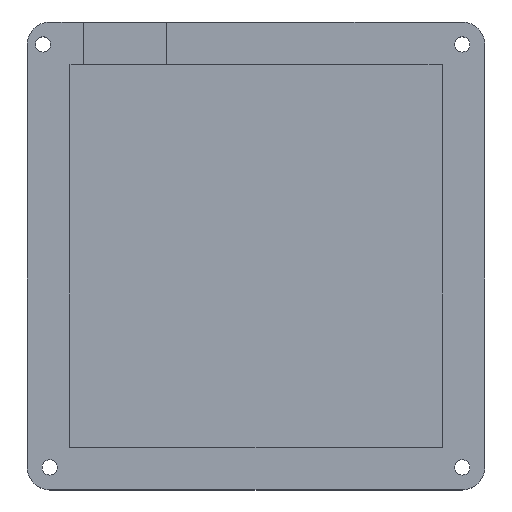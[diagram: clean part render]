
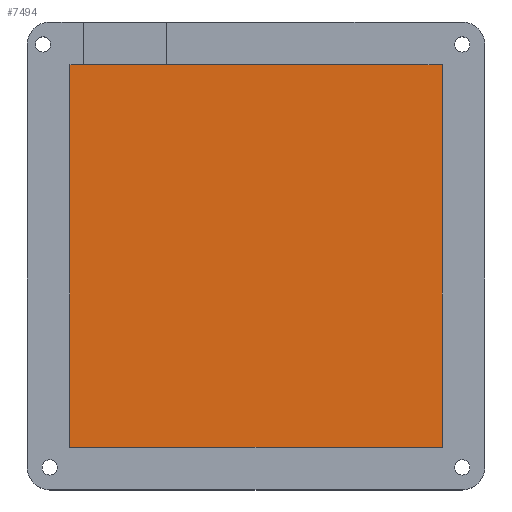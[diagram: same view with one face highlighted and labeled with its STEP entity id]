
A CAD part, top view. The second image highlights one B-rep face of the part: STEP entity #7494.
In plain terms, the highlighted planar face has unit normal (0, 0, 1).
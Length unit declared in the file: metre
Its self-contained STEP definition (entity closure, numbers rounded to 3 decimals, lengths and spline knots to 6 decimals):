
#1358=ORIENTED_EDGE('',*,*,#3493,.F.);
#1359=ORIENTED_EDGE('',*,*,#3486,.T.);
#1360=ORIENTED_EDGE('',*,*,#3500,.T.);
#1361=ORIENTED_EDGE('',*,*,#3497,.F.);
#3486=EDGE_CURVE('',#4576,#4577,#5154,.T.);
#3493=EDGE_CURVE('',#4576,#4583,#5161,.T.);
#3497=EDGE_CURVE('',#4583,#4586,#5165,.T.);
#3500=EDGE_CURVE('',#4577,#4586,#5168,.T.);
#4576=VERTEX_POINT('',#12679);
#4577=VERTEX_POINT('',#12680);
#4583=VERTEX_POINT('',#12694);
#4586=VERTEX_POINT('',#12702);
#5154=LINE('',#12678,#5836);
#5161=LINE('',#12693,#5843);
#5165=LINE('',#12701,#5847);
#5168=LINE('',#12707,#5850);
#5836=VECTOR('',#10706,1.);
#5843=VECTOR('',#10715,1.);
#5847=VECTOR('',#10721,1.);
#5850=VECTOR('',#10726,1.);
#6409=EDGE_LOOP('',(#1358,#1359,#1360,#1361));
#6869=FACE_BOUND('',#6409,.T.);
#7288=PLANE('',#10168);
#7494=ADVANCED_FACE('',(#6869),#7288,.T.);
#10168=AXIS2_PLACEMENT_3D('',#12729,#10758,#10759);
#10706=DIRECTION('',(0.,-1.,0.));
#10715=DIRECTION('',(1.,0.,0.));
#10721=DIRECTION('',(0.,-1.,0.));
#10726=DIRECTION('',(1.,0.,0.));
#10758=DIRECTION('',(0.,0.,1.));
#10759=DIRECTION('',(1.,0.,0.));
#12678=CARTESIAN_POINT('',(-0.041395,0.,0.003));
#12679=CARTESIAN_POINT('',(-0.041395,0.04256,0.003));
#12680=CARTESIAN_POINT('',(-0.041395,-0.04256,0.003));
#12693=CARTESIAN_POINT('',(0.,0.04256,0.003));
#12694=CARTESIAN_POINT('',(0.041395,0.04256,0.003));
#12701=CARTESIAN_POINT('',(0.041395,0.,0.003));
#12702=CARTESIAN_POINT('',(0.041395,-0.04256,0.003));
#12707=CARTESIAN_POINT('',(0.,-0.04256,0.003));
#12729=CARTESIAN_POINT('',(0.,0.,0.003));
